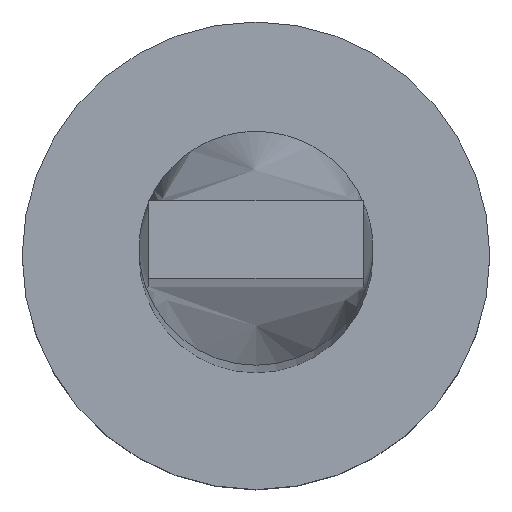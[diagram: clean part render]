
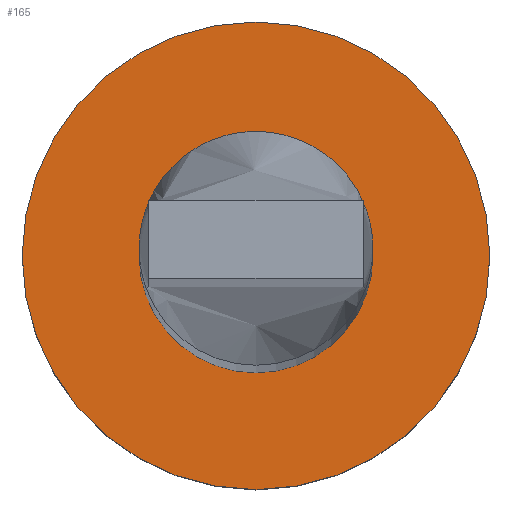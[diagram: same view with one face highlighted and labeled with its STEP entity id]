
A CAD part, top view. The second image highlights one B-rep face of the part: STEP entity #165.
In plain terms, the highlighted planar face has unit normal (0, 0, 1).
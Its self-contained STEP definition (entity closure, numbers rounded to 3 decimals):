
#1 = DIRECTION ( 'NONE',  ( 1., 0., 0. ) ) ;
#12 = VERTEX_POINT ( 'NONE', #489 ) ;
#14 = AXIS2_PLACEMENT_3D ( 'NONE', #383, #476, #33 ) ;
#21 = EDGE_CURVE ( 'NONE', #197, #501, #62, .T. ) ;
#22 = DIRECTION ( 'NONE',  ( 1., 0., 0. ) ) ;
#25 = CIRCLE ( 'NONE', #420, 6. ) ;
#33 = DIRECTION ( 'NONE',  ( 1., 0., 0. ) ) ;
#55 = VERTEX_POINT ( 'NONE', #368 ) ;
#62 = CIRCLE ( 'NONE', #372, 6. ) ;
#69 = FACE_OUTER_BOUND ( 'NONE', #189, .T. ) ;
#100 = CARTESIAN_POINT ( 'NONE',  ( 0., 0., 5. ) ) ;
#112 = CARTESIAN_POINT ( 'NONE',  ( 0., 0., 5. ) ) ;
#114 = DIRECTION ( 'NONE',  ( 0., 0., 1. ) ) ;
#130 = CARTESIAN_POINT ( 'NONE',  ( 6., 0., 5. ) ) ;
#165 = ADVANCED_FACE ( 'NONE', ( #174, #69 ), #254, .T. ) ;
#167 = CARTESIAN_POINT ( 'NONE',  ( -6., 0., 5. ) ) ;
#174 = FACE_BOUND ( 'NONE', #307, .T. ) ;
#189 = EDGE_LOOP ( 'NONE', ( #415, #280 ) ) ;
#197 = VERTEX_POINT ( 'NONE', #130 ) ;
#247 = CARTESIAN_POINT ( 'NONE',  ( 0., 0., 5. ) ) ;
#254 = PLANE ( 'NONE',  #14 ) ;
#261 = EDGE_CURVE ( 'NONE', #55, #12, #405, .T. ) ;
#280 = ORIENTED_EDGE ( 'NONE', *, *, #21, .T. ) ;
#283 = DIRECTION ( 'NONE',  ( 1., 0., 0. ) ) ;
#287 = DIRECTION ( 'NONE',  ( 1., 0., 0. ) ) ;
#307 = EDGE_LOOP ( 'NONE', ( #399, #542 ) ) ;
#368 = CARTESIAN_POINT ( 'NONE',  ( 3., 0., 5. ) ) ;
#372 = AXIS2_PLACEMENT_3D ( 'NONE', #100, #547, #1 ) ;
#383 = CARTESIAN_POINT ( 'NONE',  ( 0., 0., 5. ) ) ;
#399 = ORIENTED_EDGE ( 'NONE', *, *, #463, .F. ) ;
#405 = CIRCLE ( 'NONE', #412, 3. ) ;
#412 = AXIS2_PLACEMENT_3D ( 'NONE', #247, #507, #283 ) ;
#415 = ORIENTED_EDGE ( 'NONE', *, *, #509, .T. ) ;
#419 = DIRECTION ( 'NONE',  ( 0., 0., 1. ) ) ;
#420 = AXIS2_PLACEMENT_3D ( 'NONE', #112, #114, #22 ) ;
#463 = EDGE_CURVE ( 'NONE', #12, #55, #571, .T. ) ;
#471 = AXIS2_PLACEMENT_3D ( 'NONE', #554, #419, #287 ) ;
#476 = DIRECTION ( 'NONE',  ( 0., 0., 1. ) ) ;
#489 = CARTESIAN_POINT ( 'NONE',  ( -3., 0., 5. ) ) ;
#501 = VERTEX_POINT ( 'NONE', #167 ) ;
#507 = DIRECTION ( 'NONE',  ( 0., 0., 1. ) ) ;
#509 = EDGE_CURVE ( 'NONE', #501, #197, #25, .T. ) ;
#542 = ORIENTED_EDGE ( 'NONE', *, *, #261, .F. ) ;
#547 = DIRECTION ( 'NONE',  ( 0., 0., 1. ) ) ;
#554 = CARTESIAN_POINT ( 'NONE',  ( 0., 0., 5. ) ) ;
#571 = CIRCLE ( 'NONE', #471, 3. ) ;
